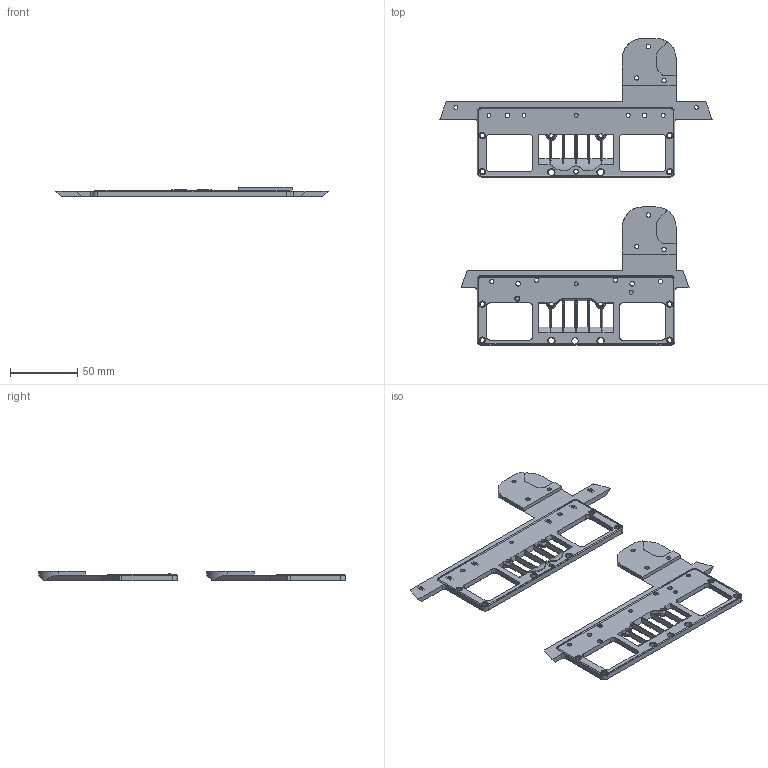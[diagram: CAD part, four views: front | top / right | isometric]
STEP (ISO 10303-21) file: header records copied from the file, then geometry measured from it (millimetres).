
FILE_DESCRIPTION(/* description */ (''),/* implementation_level */ '2;1');
FILE_NAME(/* name */ 'ERCF Smart Filament Motion Sensor Exhaust Fitting (by ManuC).step',/* time_stamp */ '2024-03-13T01:50:08+01:00',/* author */ (''),/* organization */ (''),/* preprocessor_version */ 'ST-DEVELOPER v20',/* originating_system */ 'Autodesk Translation Framework v12.20.1.177',/* authorisation */ '');
FILE_SCHEMA (('AUTOMOTIVE_DESIGN { 1 0 10303 214 3 1 1 }'));
Length unit declared in the file: millimetre
Products named in the file (3): ERCF Smart Filament Motion Sensor Exhaust Fitting (by ManuC); SM_300; SM_S_250
Assembly tree (2 placements, depth 2):
  ERCF Smart Filament Motion Sensor Exhaust Fitting (by ManuC)
    SM_300
    SM_S_250
Bounding box: 201.96 x 227.78 x 6.75 mm (x, y, z)
Volume: 62210.7 mm3; surface area: 41501.8 mm2
Topology: 2 solids, 2 shells, 620 faces, 1670 edges, 1059 vertices
Faces by surface type: plane 361, cylinder 142, bspline 62, cone 36, torus 19
Full cylindrical faces by diameter (mm): 2.9 x12, 3 x4, 3.2 x6, 3.3 x6, 3.4 x11, 4.7 x13, 6 x17
Entity records: 20950 total; most frequent: CARTESIAN_POINT 5227, ORIENTED_EDGE 3340, DIRECTION 3193, EDGE_CURVE 1670, AXIS2_PLACEMENT_3D 1135, VERTEX_POINT 1059, LINE 923, VECTOR 923
